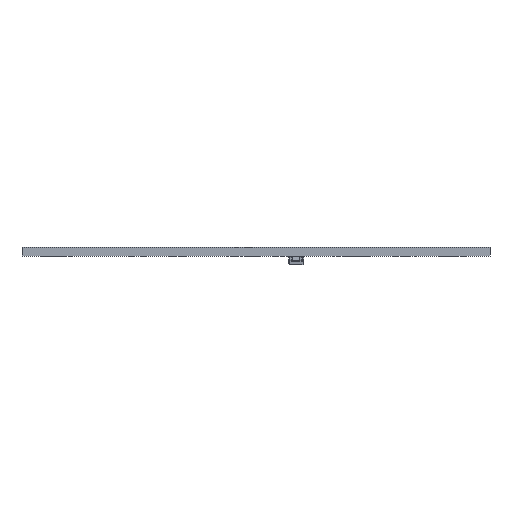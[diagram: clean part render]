
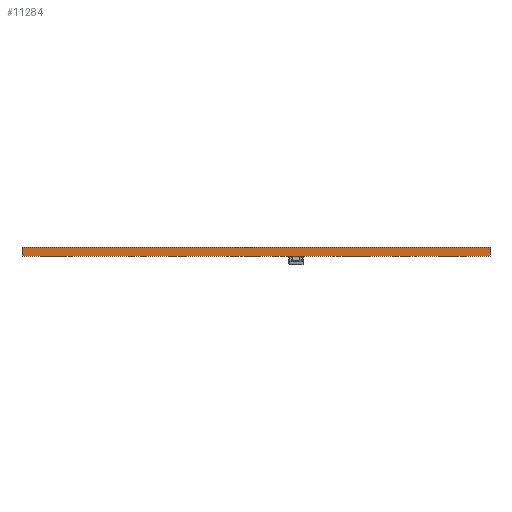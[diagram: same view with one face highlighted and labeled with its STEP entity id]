
A CAD part, left-side view. The second image highlights one B-rep face of the part: STEP entity #11284.
In plain terms, the highlighted planar face has unit normal (-1, 0, 0).
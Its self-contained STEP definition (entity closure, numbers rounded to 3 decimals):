
#7570 = PLANE('',#7571);
#7571 = AXIS2_PLACEMENT_3D('',#7572,#7573,#7574);
#7572 = CARTESIAN_POINT('',(95.,-83.,0.));
#7573 = DIRECTION('',(0.,1.,0.));
#7574 = DIRECTION('',(1.,0.,0.));
#7598 = PLANE('',#7599);
#7599 = AXIS2_PLACEMENT_3D('',#7600,#7601,#7602);
#7600 = CARTESIAN_POINT('',(275.,-83.,1.6));
#7601 = DIRECTION('',(0.,0.,1.));
#7602 = DIRECTION('',(1.,0.,0.));
#7626 = PLANE('',#7627);
#7627 = AXIS2_PLACEMENT_3D('',#7628,#7629,#7630);
#7628 = CARTESIAN_POINT('',(275.,-171.,0.));
#7629 = DIRECTION('',(0.,-1.,0.));
#7630 = DIRECTION('',(-1.,0.,0.));
#7652 = PLANE('',#7653);
#7653 = AXIS2_PLACEMENT_3D('',#7654,#7655,#7656);
#7654 = CARTESIAN_POINT('',(275.,-83.,0.));
#7655 = DIRECTION('',(0.,0.,1.));
#7656 = DIRECTION('',(1.,0.,0.));
#7667 = EDGE_CURVE('',#7668,#7670,#7672,.T.);
#7668 = VERTEX_POINT('',#7669);
#7669 = CARTESIAN_POINT('',(95.,-83.,0.));
#7670 = VERTEX_POINT('',#7671);
#7671 = CARTESIAN_POINT('',(95.,-83.,1.6));
#7672 = SURFACE_CURVE('',#7673,(#7677,#7684),.PCURVE_S1.);
#7673 = LINE('',#7674,#7675);
#7674 = CARTESIAN_POINT('',(95.,-83.,0.));
#7675 = VECTOR('',#7676,1.);
#7676 = DIRECTION('',(0.,0.,1.));
#7677 = PCURVE('',#7570,#7678);
#7678 = DEFINITIONAL_REPRESENTATION('',(#7679),#7683);
#7679 = LINE('',#7680,#7681);
#7680 = CARTESIAN_POINT('',(0.,0.));
#7681 = VECTOR('',#7682,1.);
#7682 = DIRECTION('',(0.,-1.));
#7683 = ( GEOMETRIC_REPRESENTATION_CONTEXT(2) 
PARAMETRIC_REPRESENTATION_CONTEXT() REPRESENTATION_CONTEXT('2D SPACE',''
  ) );
#7684 = PCURVE('',#7685,#7690);
#7685 = PLANE('',#7686);
#7686 = AXIS2_PLACEMENT_3D('',#7687,#7688,#7689);
#7687 = CARTESIAN_POINT('',(95.,-171.,0.));
#7688 = DIRECTION('',(-1.,0.,0.));
#7689 = DIRECTION('',(0.,1.,0.));
#7690 = DEFINITIONAL_REPRESENTATION('',(#7691),#7695);
#7691 = LINE('',#7692,#7693);
#7692 = CARTESIAN_POINT('',(88.,0.));
#7693 = VECTOR('',#7694,1.);
#7694 = DIRECTION('',(0.,-1.));
#7695 = ( GEOMETRIC_REPRESENTATION_CONTEXT(2) 
PARAMETRIC_REPRESENTATION_CONTEXT() REPRESENTATION_CONTEXT('2D SPACE',''
  ) );
#7745 = VERTEX_POINT('',#7746);
#7746 = CARTESIAN_POINT('',(95.,-171.,1.6));
#7767 = EDGE_CURVE('',#7768,#7745,#7770,.T.);
#7768 = VERTEX_POINT('',#7769);
#7769 = CARTESIAN_POINT('',(95.,-171.,0.));
#7770 = SURFACE_CURVE('',#7771,(#7775,#7782),.PCURVE_S1.);
#7771 = LINE('',#7772,#7773);
#7772 = CARTESIAN_POINT('',(95.,-171.,0.));
#7773 = VECTOR('',#7774,1.);
#7774 = DIRECTION('',(0.,0.,1.));
#7775 = PCURVE('',#7626,#7776);
#7776 = DEFINITIONAL_REPRESENTATION('',(#7777),#7781);
#7777 = LINE('',#7778,#7779);
#7778 = CARTESIAN_POINT('',(180.,0.));
#7779 = VECTOR('',#7780,1.);
#7780 = DIRECTION('',(0.,-1.));
#7781 = ( GEOMETRIC_REPRESENTATION_CONTEXT(2) 
PARAMETRIC_REPRESENTATION_CONTEXT() REPRESENTATION_CONTEXT('2D SPACE',''
  ) );
#7782 = PCURVE('',#7685,#7783);
#7783 = DEFINITIONAL_REPRESENTATION('',(#7784),#7788);
#7784 = LINE('',#7785,#7786);
#7785 = CARTESIAN_POINT('',(0.,0.));
#7786 = VECTOR('',#7787,1.);
#7787 = DIRECTION('',(0.,-1.));
#7788 = ( GEOMETRIC_REPRESENTATION_CONTEXT(2) 
PARAMETRIC_REPRESENTATION_CONTEXT() REPRESENTATION_CONTEXT('2D SPACE',''
  ) );
#7816 = EDGE_CURVE('',#7768,#7668,#7817,.T.);
#7817 = SURFACE_CURVE('',#7818,(#7822,#7829),.PCURVE_S1.);
#7818 = LINE('',#7819,#7820);
#7819 = CARTESIAN_POINT('',(95.,-171.,0.));
#7820 = VECTOR('',#7821,1.);
#7821 = DIRECTION('',(0.,1.,0.));
#7822 = PCURVE('',#7652,#7823);
#7823 = DEFINITIONAL_REPRESENTATION('',(#7824),#7828);
#7824 = LINE('',#7825,#7826);
#7825 = CARTESIAN_POINT('',(-180.,-88.));
#7826 = VECTOR('',#7827,1.);
#7827 = DIRECTION('',(0.,1.));
#7828 = ( GEOMETRIC_REPRESENTATION_CONTEXT(2) 
PARAMETRIC_REPRESENTATION_CONTEXT() REPRESENTATION_CONTEXT('2D SPACE',''
  ) );
#7829 = PCURVE('',#7685,#7830);
#7830 = DEFINITIONAL_REPRESENTATION('',(#7831),#7835);
#7831 = LINE('',#7832,#7833);
#7832 = CARTESIAN_POINT('',(0.,0.));
#7833 = VECTOR('',#7834,1.);
#7834 = DIRECTION('',(1.,0.));
#7835 = ( GEOMETRIC_REPRESENTATION_CONTEXT(2) 
PARAMETRIC_REPRESENTATION_CONTEXT() REPRESENTATION_CONTEXT('2D SPACE',''
  ) );
#9703 = EDGE_CURVE('',#7745,#7670,#9704,.T.);
#9704 = SURFACE_CURVE('',#9705,(#9709,#9716),.PCURVE_S1.);
#9705 = LINE('',#9706,#9707);
#9706 = CARTESIAN_POINT('',(95.,-171.,1.6));
#9707 = VECTOR('',#9708,1.);
#9708 = DIRECTION('',(0.,1.,0.));
#9709 = PCURVE('',#7598,#9710);
#9710 = DEFINITIONAL_REPRESENTATION('',(#9711),#9715);
#9711 = LINE('',#9712,#9713);
#9712 = CARTESIAN_POINT('',(-180.,-88.));
#9713 = VECTOR('',#9714,1.);
#9714 = DIRECTION('',(0.,1.));
#9715 = ( GEOMETRIC_REPRESENTATION_CONTEXT(2) 
PARAMETRIC_REPRESENTATION_CONTEXT() REPRESENTATION_CONTEXT('2D SPACE',''
  ) );
#9716 = PCURVE('',#7685,#9717);
#9717 = DEFINITIONAL_REPRESENTATION('',(#9718),#9722);
#9718 = LINE('',#9719,#9720);
#9719 = CARTESIAN_POINT('',(0.,-1.6));
#9720 = VECTOR('',#9721,1.);
#9721 = DIRECTION('',(1.,0.));
#9722 = ( GEOMETRIC_REPRESENTATION_CONTEXT(2) 
PARAMETRIC_REPRESENTATION_CONTEXT() REPRESENTATION_CONTEXT('2D SPACE',''
  ) );
#11284 = ADVANCED_FACE('',(#11285),#7685,.T.);
#11285 = FACE_BOUND('',#11286,.T.);
#11286 = EDGE_LOOP('',(#11287,#11288,#11289,#11290));
#11287 = ORIENTED_EDGE('',*,*,#7767,.T.);
#11288 = ORIENTED_EDGE('',*,*,#9703,.T.);
#11289 = ORIENTED_EDGE('',*,*,#7667,.F.);
#11290 = ORIENTED_EDGE('',*,*,#7816,.F.);
